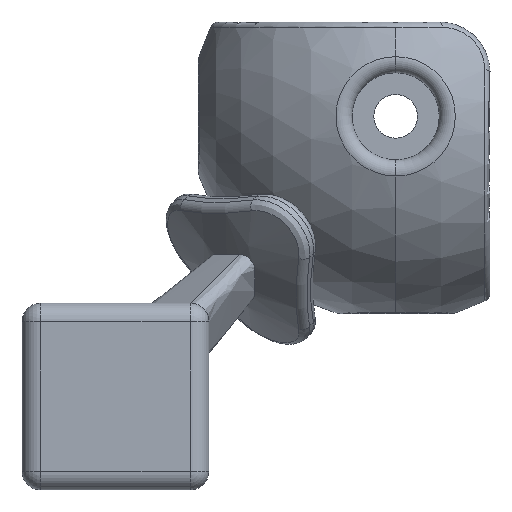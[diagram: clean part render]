
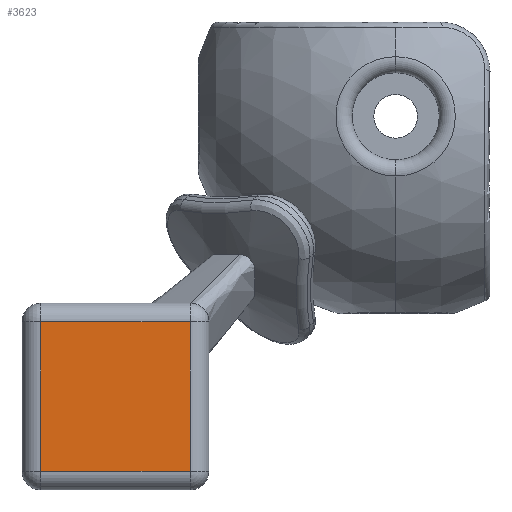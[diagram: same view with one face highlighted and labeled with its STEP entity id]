
A CAD part, front view. The second image highlights one B-rep face of the part: STEP entity #3623.
In plain terms, the highlighted planar face has unit normal (0, -1, 0).
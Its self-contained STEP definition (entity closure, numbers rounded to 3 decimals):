
#127 = CARTESIAN_POINT ( 'NONE',  ( -28.5, -30., -16.5 ) ) ;
#381 = DIRECTION ( 'NONE',  ( 1., 0., 0. ) ) ;
#465 = LINE ( 'NONE', #1180, #3713 ) ;
#516 = ORIENTED_EDGE ( 'NONE', *, *, #1424, .T. ) ;
#729 = VECTOR ( 'NONE', #1643, 1000. ) ;
#778 = FACE_OUTER_BOUND ( 'NONE', #2956, .T. ) ;
#891 = LINE ( 'NONE', #1181, #4575 ) ;
#1167 = LINE ( 'NONE', #4432, #2458 ) ;
#1180 = CARTESIAN_POINT ( 'NONE',  ( -16.5, -30., -15. ) ) ;
#1181 = CARTESIAN_POINT ( 'NONE',  ( -30., -30., -28.5 ) ) ;
#1301 = DIRECTION ( 'NONE',  ( 0., -1., 0. ) ) ;
#1424 = EDGE_CURVE ( 'NONE', #3980, #2394, #465, .T. ) ;
#1643 = DIRECTION ( 'NONE',  ( -1., 0., 0. ) ) ;
#1876 = CARTESIAN_POINT ( 'NONE',  ( -16.5, -30., -16.5 ) ) ;
#1978 = EDGE_CURVE ( 'NONE', #3325, #3980, #891, .T. ) ;
#2011 = ORIENTED_EDGE ( 'NONE', *, *, #1978, .T. ) ;
#2031 = CARTESIAN_POINT ( 'NONE',  ( -30., -30., -30. ) ) ;
#2115 = AXIS2_PLACEMENT_3D ( 'NONE', #2031, #1301, #3746 ) ;
#2116 = DIRECTION ( 'NONE',  ( 0., 0., 1. ) ) ;
#2394 = VERTEX_POINT ( 'NONE', #1876 ) ;
#2445 = ORIENTED_EDGE ( 'NONE', *, *, #5351, .T. ) ;
#2458 = VECTOR ( 'NONE', #4486, 1000. ) ;
#2956 = EDGE_LOOP ( 'NONE', ( #516, #2445, #4801, #2011 ) ) ;
#2973 = CARTESIAN_POINT ( 'NONE',  ( -30., -30., -16.5 ) ) ;
#3035 = CARTESIAN_POINT ( 'NONE',  ( -16.5, -30., -28.5 ) ) ;
#3325 = VERTEX_POINT ( 'NONE', #3725 ) ;
#3425 = VERTEX_POINT ( 'NONE', #127 ) ;
#3623 = ADVANCED_FACE ( 'NONE', ( #778 ), #4504, .T. ) ;
#3713 = VECTOR ( 'NONE', #2116, 1000. ) ;
#3725 = CARTESIAN_POINT ( 'NONE',  ( -28.5, -30., -28.5 ) ) ;
#3746 = DIRECTION ( 'NONE',  ( 0., 0., -1. ) ) ;
#3787 = LINE ( 'NONE', #2973, #729 ) ;
#3980 = VERTEX_POINT ( 'NONE', #3035 ) ;
#4432 = CARTESIAN_POINT ( 'NONE',  ( -28.5, -30., -30. ) ) ;
#4486 = DIRECTION ( 'NONE',  ( 0., 0., -1. ) ) ;
#4504 = PLANE ( 'NONE',  #2115 ) ;
#4575 = VECTOR ( 'NONE', #381, 1000. ) ;
#4683 = EDGE_CURVE ( 'NONE', #3425, #3325, #1167, .T. ) ;
#4801 = ORIENTED_EDGE ( 'NONE', *, *, #4683, .T. ) ;
#5351 = EDGE_CURVE ( 'NONE', #2394, #3425, #3787, .T. ) ;
